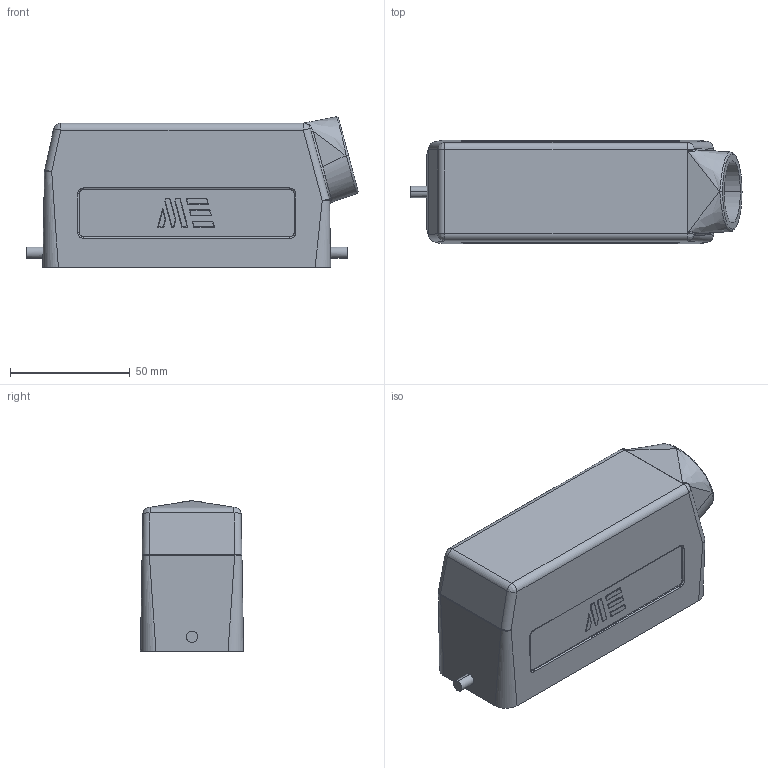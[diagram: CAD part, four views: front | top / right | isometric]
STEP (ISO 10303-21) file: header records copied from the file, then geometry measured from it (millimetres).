
FILE_DESCRIPTION (( 'STEP AP203' ), '1' );
FILE_NAME ('293732905.step', '2025-02-12T17:54:40', ( '' ), ( '' ), 'SwSTEP 2.0', 'SolidWorks 2024', '' );
FILE_SCHEMA (( 'CONFIG_CONTROL_DESIGN' ));
Length unit declared in the file: inch
Products named in the file (1): 293732905
Bounding box: 138.38 x 43 x 62.63 mm (x, y, z)
Volume: 76132 mm3; surface area: 46088.6 mm2
Topology: 1 solids, 1 shells, 302 faces, 699 edges, 415 vertices
Faces by surface type: cylinder 115, plane 115, bspline 66, cone 6
Entity records: 10871 total; most frequent: CARTESIAN_POINT 4637, ORIENTED_EDGE 1386, DIRECTION 1097, EDGE_CURVE 693, VERTEX_POINT 415, LINE 395, VECTOR 395, AXIS2_PLACEMENT_3D 351
